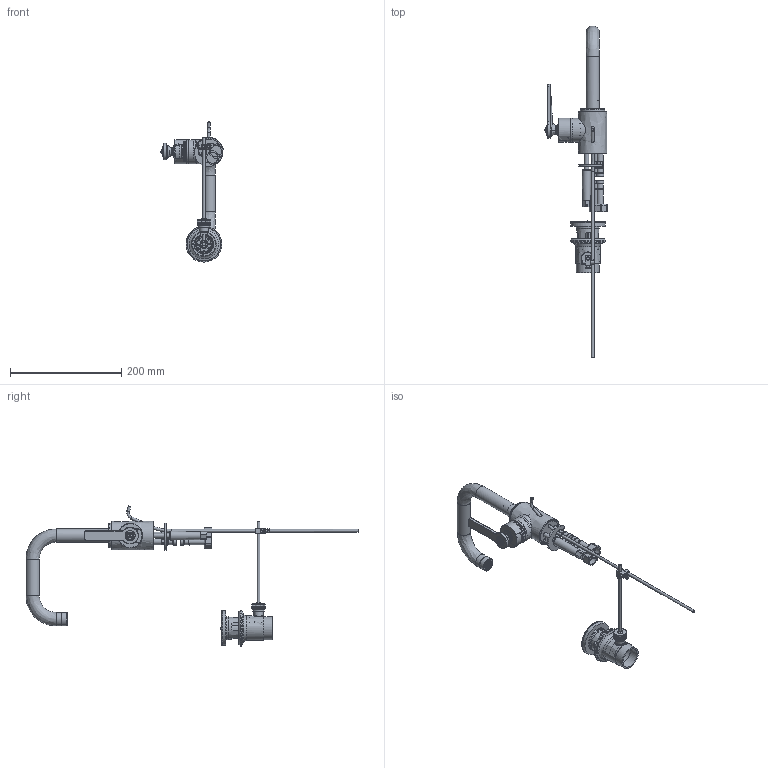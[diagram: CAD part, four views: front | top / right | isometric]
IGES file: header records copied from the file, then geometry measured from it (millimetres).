
Global section: file name: LANDMARK THINNER SPOUTS EXPORTV7K09SLF-RH; native system: Autodesk Inventor 2020; preprocessor: unknown; author: aduggalther; date: 20221125.120451; units: millimetre
Bounding box: 111.54 x 595.88 x 251.4 mm (x, y, z)
Volume: 324950.3 mm3; surface area: 219549.7 mm2
Topology: 44 solids, 45 shells, 2241 faces, 5913 edges, 3978 vertices
Faces by surface type: bspline 2241
